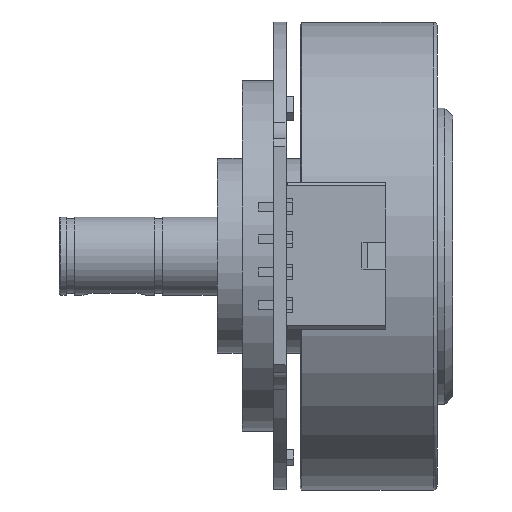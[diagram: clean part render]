
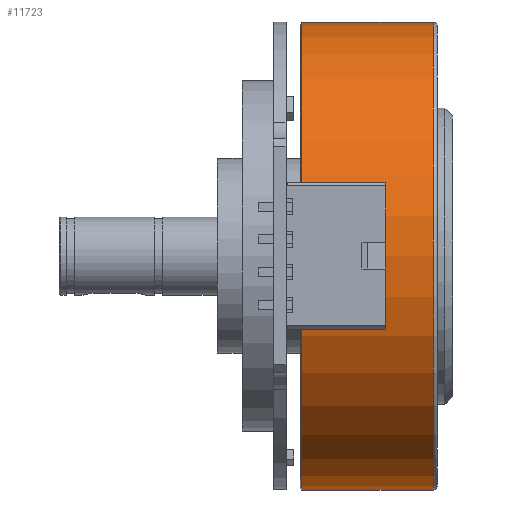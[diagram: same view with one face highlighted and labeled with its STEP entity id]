
A CAD part, front view. The second image highlights one B-rep face of the part: STEP entity #11723.
In plain terms, the highlighted cylindrical face has radius 30 mm (diameter 60 mm), a partial arc.
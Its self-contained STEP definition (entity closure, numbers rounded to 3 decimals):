
#1358 = EDGE_CURVE ( 'NONE', #5216, #12973, #6695, .T. ) ;
#2286 = DIRECTION ( 'NONE',  ( -1., 0., 0. ) ) ;
#2712 = DIRECTION ( 'NONE',  ( -1., 0., 0. ) ) ;
#2769 = CARTESIAN_POINT ( 'NONE',  ( 17.1, 0., 30. ) ) ;
#2998 = ORIENTED_EDGE ( 'NONE', *, *, #12481, .T. ) ;
#3196 = EDGE_CURVE ( 'NONE', #5216, #8933, #6990, .T. ) ;
#3508 = AXIS2_PLACEMENT_3D ( 'NONE', #6299, #2286, #8696 ) ;
#3834 = CARTESIAN_POINT ( 'NONE',  ( 17.1, 0., -30. ) ) ;
#3840 = CARTESIAN_POINT ( 'NONE',  ( 0., 0., -30. ) ) ;
#3869 = CARTESIAN_POINT ( 'NONE',  ( 0.2, 0., -30. ) ) ;
#4033 = ORIENTED_EDGE ( 'NONE', *, *, #1358, .F. ) ;
#4048 = ORIENTED_EDGE ( 'NONE', *, *, #3196, .T. ) ;
#4504 = VECTOR ( 'NONE', #13571, 1000. ) ;
#4571 = VECTOR ( 'NONE', #11593, 1000. ) ;
#5216 = VERTEX_POINT ( 'NONE', #3834 ) ;
#6299 = CARTESIAN_POINT ( 'NONE',  ( 17.1, 0., 0. ) ) ;
#6411 = DIRECTION ( 'NONE',  ( 1., 0., 0. ) ) ;
#6663 = CYLINDRICAL_SURFACE ( 'NONE', #8088, 30. ) ;
#6695 = LINE ( 'NONE', #3840, #4504 ) ;
#6990 = CIRCLE ( 'NONE', #3508, 30. ) ;
#7154 = CARTESIAN_POINT ( 'NONE',  ( 0.2, 0., 30. ) ) ;
#7481 = DIRECTION ( 'NONE',  ( 0., 0., -1. ) ) ;
#7928 = LINE ( 'NONE', #11643, #4571 ) ;
#8073 = CARTESIAN_POINT ( 'NONE',  ( 0., 0., 0. ) ) ;
#8088 = AXIS2_PLACEMENT_3D ( 'NONE', #8073, #2712, #10253 ) ;
#8448 = EDGE_CURVE ( 'NONE', #8933, #13522, #7928, .T. ) ;
#8696 = DIRECTION ( 'NONE',  ( 0., 0., 1. ) ) ;
#8933 = VERTEX_POINT ( 'NONE', #2769 ) ;
#9531 = FACE_OUTER_BOUND ( 'NONE', #12493, .T. ) ;
#10253 = DIRECTION ( 'NONE',  ( 0., 0., 1. ) ) ;
#10516 = ORIENTED_EDGE ( 'NONE', *, *, #8448, .T. ) ;
#10872 = CIRCLE ( 'NONE', #10995, 30. ) ;
#10995 = AXIS2_PLACEMENT_3D ( 'NONE', #13811, #6411, #7481 ) ;
#11593 = DIRECTION ( 'NONE',  ( -1., 0., 0. ) ) ;
#11643 = CARTESIAN_POINT ( 'NONE',  ( 0., 0., 30. ) ) ;
#11723 = ADVANCED_FACE ( 'NONE', ( #9531 ), #6663, .T. ) ;
#12481 = EDGE_CURVE ( 'NONE', #13522, #12973, #10872, .T. ) ;
#12493 = EDGE_LOOP ( 'NONE', ( #4033, #4048, #10516, #2998 ) ) ;
#12973 = VERTEX_POINT ( 'NONE', #3869 ) ;
#13522 = VERTEX_POINT ( 'NONE', #7154 ) ;
#13571 = DIRECTION ( 'NONE',  ( -1., 0., 0. ) ) ;
#13811 = CARTESIAN_POINT ( 'NONE',  ( 0.2, 0., 0. ) ) ;
